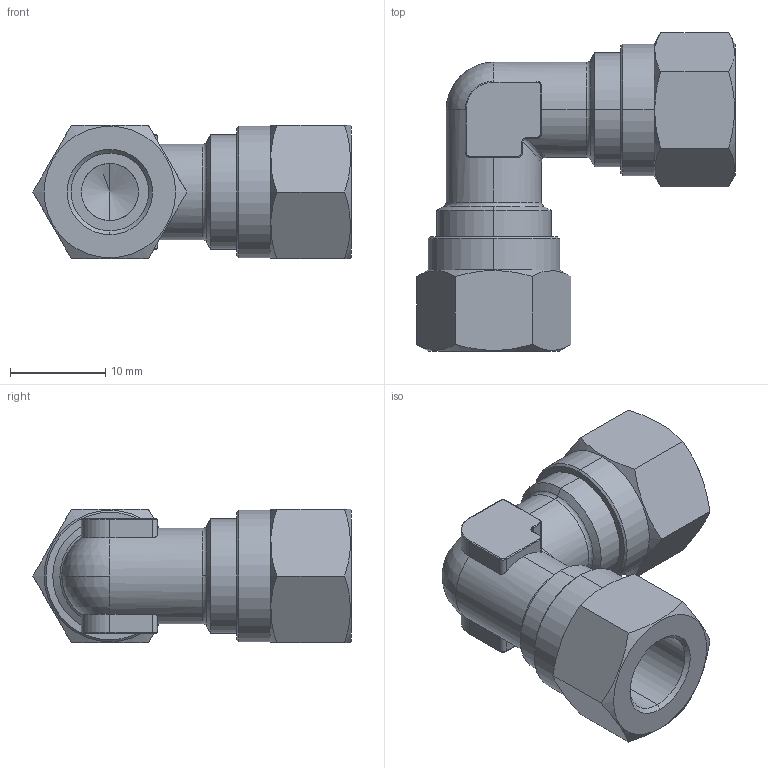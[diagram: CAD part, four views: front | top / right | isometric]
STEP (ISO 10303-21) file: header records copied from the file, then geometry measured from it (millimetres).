
FILE_DESCRIPTION (( 'STEP AP203' ), '1' );
FILE_NAME ('03070040.STEP', '2011-10-31T13:38:57', ( '' ), ( 'sopra-pneumatic' ), 'SwSTEP 2.0', 'SolidWorks 2011', '' );
FILE_SCHEMA (( 'CONFIG_CONTROL_DESIGN' ));
Length unit declared in the file: millimetre
Products named in the file (1): 03070040
Bounding box: 33.41 x 33.41 x 14 mm (x, y, z)
Volume: 4191 mm3; surface area: 3613.4 mm2
Topology: 1 solids, 1 shells, 125 faces, 300 edges, 177 vertices
Faces by surface type: cylinder 50, plane 32, cone 24, torus 16, sphere 2, bspline 1
Entity records: 3949 total; most frequent: CARTESIAN_POINT 1021, DIRECTION 618, ORIENTED_EDGE 592, EDGE_CURVE 296, AXIS2_PLACEMENT_3D 252, VERTEX_POINT 177, EDGE_LOOP 131, CIRCLE 127
